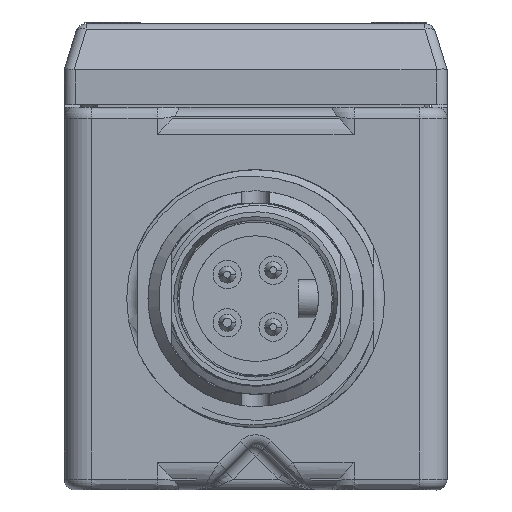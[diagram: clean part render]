
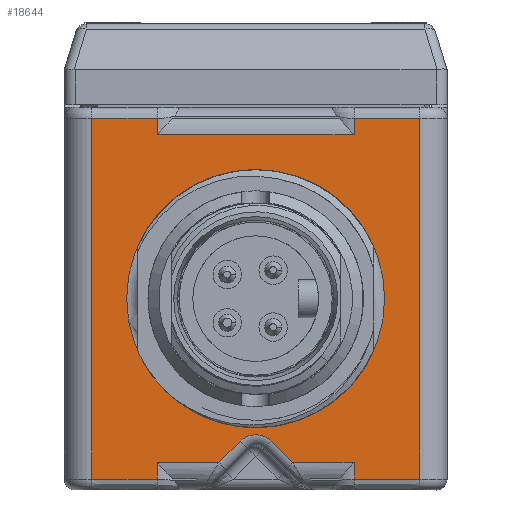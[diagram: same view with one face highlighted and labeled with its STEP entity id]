
A CAD part, front view. The second image highlights one B-rep face of the part: STEP entity #18644.
In plain terms, the highlighted planar face has unit normal (0, -1, 0).
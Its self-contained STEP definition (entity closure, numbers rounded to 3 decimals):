
#1=CARTESIAN_POINT('',(-19.045,-59.44,20.955));
#2=CARTESIAN_POINT('',(-18.521,-59.44,20.955));
#3=CARTESIAN_POINT('',(-17.509,-59.44,20.955));
#4=CARTESIAN_POINT('',(-16.1,-59.44,20.955));
#5=CARTESIAN_POINT('',(-14.789,-59.44,20.955));
#6=CARTESIAN_POINT('',(-13.573,-59.44,20.955));
#7=CARTESIAN_POINT('',(-12.448,-59.44,20.956));
#8=CARTESIAN_POINT('',(-11.759,-59.44,20.953));
#9=CARTESIAN_POINT('',(-11.43,-59.44,20.955));
#11=DIRECTION('',(0.,0.,-1.));
#12=VECTOR('',#11,1.91);
#13=CARTESIAN_POINT('',(-11.43,-59.44,20.955));
#14=LINE('',#13,#12);
#15=DIRECTION('',(0.,0.,-1.));
#16=VECTOR('',#15,1.91);
#17=CARTESIAN_POINT('',(11.43,-59.44,20.955));
#18=LINE('',#17,#16);
#19=CARTESIAN_POINT('',(11.43,-59.44,20.955));
#20=CARTESIAN_POINT('',(11.759,-59.44,20.953));
#21=CARTESIAN_POINT('',(12.448,-59.44,20.956));
#22=CARTESIAN_POINT('',(13.574,-59.44,20.955));
#23=CARTESIAN_POINT('',(14.79,-59.44,20.955));
#24=CARTESIAN_POINT('',(16.1,-59.44,20.955));
#25=CARTESIAN_POINT('',(17.509,-59.44,20.955));
#26=CARTESIAN_POINT('',(18.521,-59.44,20.955));
#27=CARTESIAN_POINT('',(19.045,-59.44,20.955));
#29=CARTESIAN_POINT('',(19.045,-59.44,-20.955));
#30=CARTESIAN_POINT('',(18.521,-59.44,-20.955));
#31=CARTESIAN_POINT('',(17.509,-59.44,-20.955));
#32=CARTESIAN_POINT('',(16.1,-59.44,-20.955));
#33=CARTESIAN_POINT('',(14.79,-59.44,-20.955));
#34=CARTESIAN_POINT('',(13.574,-59.44,-20.955));
#35=CARTESIAN_POINT('',(12.447,-59.44,-20.956));
#36=CARTESIAN_POINT('',(11.759,-59.44,-20.953));
#37=CARTESIAN_POINT('',(11.43,-59.44,-20.955));
#39=DIRECTION('',(0.,0.,-1.));
#40=VECTOR('',#39,1.91);
#41=CARTESIAN_POINT('',(11.43,-59.44,-19.045));
#42=LINE('',#41,#40);
#43=DIRECTION('',(0.,0.,-1.));
#44=VECTOR('',#43,1.91);
#45=CARTESIAN_POINT('',(-11.43,-59.44,-19.045));
#46=LINE('',#45,#44);
#47=CARTESIAN_POINT('',(-11.43,-59.44,-20.955));
#48=CARTESIAN_POINT('',(-11.759,-59.44,-20.953));
#49=CARTESIAN_POINT('',(-12.448,-59.44,-20.956));
#50=CARTESIAN_POINT('',(-13.573,-59.44,-20.955));
#51=CARTESIAN_POINT('',(-14.789,-59.44,-20.955));
#52=CARTESIAN_POINT('',(-16.1,-59.44,-20.955));
#53=CARTESIAN_POINT('',(-17.509,-59.44,-20.955));
#54=CARTESIAN_POINT('',(-18.521,-59.44,-20.955));
#55=CARTESIAN_POINT('',(-19.045,-59.44,-20.955));
#57=DIRECTION('',(0.,0.,1.));
#58=VECTOR('',#57,41.91);
#59=CARTESIAN_POINT('',(-19.045,-59.44,-20.955));
#60=LINE('',#59,#58);
#61=CARTESIAN_POINT('',(0.,-59.44,0.));
#62=DIRECTION('',(0.,-1.,0.));
#63=DIRECTION('',(0.,0.,-1.));
#64=AXIS2_PLACEMENT_3D('',#61,#62,#63);
#66=CARTESIAN_POINT('',(0.,-59.44,0.));
#67=DIRECTION('',(0.,-1.,0.));
#68=DIRECTION('',(0.,0.,1.));
#69=AXIS2_PLACEMENT_3D('',#66,#67,#68);
#5294=DIRECTION('',(1.,0.,0.));
#5295=VECTOR('',#5294,7.142);
#5296=CARTESIAN_POINT('',(-11.43,-59.44,-19.045));
#5297=LINE('',#5296,#5295);
#5333=CARTESIAN_POINT('',(-4.288,-59.44,-19.045));
#5402=CARTESIAN_POINT('',(0.,-59.44,-18.349));
#5403=DIRECTION('',(0.,1.,0.));
#5404=DIRECTION('',(-0.707,0.,0.707));
#5405=AXIS2_PLACEMENT_3D('',#5402,#5403,#5404);
#5407=DIRECTION('',(0.707,0.,0.707));
#5408=VECTOR('',#5407,3.525);
#5409=CARTESIAN_POINT('',(-4.288,-59.44,-19.045));
#5410=LINE('',#5409,#5408);
#5420=DIRECTION('',(-0.707,0.,0.707));
#5421=VECTOR('',#5420,3.525);
#5422=CARTESIAN_POINT('',(4.288,-59.44,-19.045));
#5423=LINE('',#5422,#5421);
#5584=DIRECTION('',(1.,0.,0.));
#5585=VECTOR('',#5584,7.142);
#5586=CARTESIAN_POINT('',(4.288,-59.44,-19.045));
#5587=LINE('',#5586,#5585);
#5693=DIRECTION('',(0.,0.,1.));
#5694=VECTOR('',#5693,41.91);
#5695=CARTESIAN_POINT('',(19.045,-59.44,-20.955));
#5696=LINE('',#5695,#5694);
#5975=DIRECTION('',(-1.,0.,0.));
#5976=VECTOR('',#5975,22.86);
#5977=CARTESIAN_POINT('',(11.43,-59.44,19.045));
#5978=LINE('',#5977,#5976);
#16237=CARTESIAN_POINT('',(0.,-59.44,-14.985));
#16238=CARTESIAN_POINT('',(0.,-59.44,14.985));
#16239=VERTEX_POINT('',#16237);
#16240=VERTEX_POINT('',#16238);
#16301=VERTEX_POINT('',#5333);
#16302=CARTESIAN_POINT('',(-1.796,-59.44,-16.553));
#16303=VERTEX_POINT('',#16302);
#16308=CARTESIAN_POINT('',(1.796,-59.44,-16.553));
#16309=VERTEX_POINT('',#16308);
#16310=CARTESIAN_POINT('',(4.288,-59.44,-19.045));
#16311=VERTEX_POINT('',#16310);
#16426=CARTESIAN_POINT('',(19.045,-59.44,20.955));
#16427=VERTEX_POINT('',#16426);
#16430=VERTEX_POINT('',#1);
#16431=VERTEX_POINT('',#9);
#16433=VERTEX_POINT('',#19);
#16446=CARTESIAN_POINT('',(-19.045,-59.44,-20.955));
#16447=VERTEX_POINT('',#16446);
#16450=VERTEX_POINT('',#29);
#16451=VERTEX_POINT('',#37);
#16453=VERTEX_POINT('',#47);
#16460=CARTESIAN_POINT('',(-11.43,-59.44,19.045));
#16461=VERTEX_POINT('',#16460);
#16540=CARTESIAN_POINT('',(11.43,-59.44,19.045));
#16541=VERTEX_POINT('',#16540);
#16544=CARTESIAN_POINT('',(-11.43,-59.44,-19.045));
#16545=VERTEX_POINT('',#16544);
#16546=CARTESIAN_POINT('',(11.43,-59.44,-19.045));
#16547=VERTEX_POINT('',#16546);
#18599=CARTESIAN_POINT('',(0.,-59.44,0.));
#18600=DIRECTION('',(0.,1.,0.));
#18601=DIRECTION('',(1.,0.,0.));
#18602=AXIS2_PLACEMENT_3D('',#18599,#18600,#18601);
#18603=PLANE('',#18602);
#18605=ORIENTED_EDGE('',*,*,#18604,.T.);
#18607=ORIENTED_EDGE('',*,*,#18606,.T.);
#18609=ORIENTED_EDGE('',*,*,#18608,.F.);
#18611=ORIENTED_EDGE('',*,*,#18610,.F.);
#18613=ORIENTED_EDGE('',*,*,#18612,.T.);
#18615=ORIENTED_EDGE('',*,*,#18614,.F.);
#18617=ORIENTED_EDGE('',*,*,#18616,.T.);
#18619=ORIENTED_EDGE('',*,*,#18618,.F.);
#18621=ORIENTED_EDGE('',*,*,#18620,.F.);
#18623=ORIENTED_EDGE('',*,*,#18622,.T.);
#18625=ORIENTED_EDGE('',*,*,#18624,.F.);
#18627=ORIENTED_EDGE('',*,*,#18626,.F.);
#18629=ORIENTED_EDGE('',*,*,#18628,.F.);
#18631=ORIENTED_EDGE('',*,*,#18630,.T.);
#18633=ORIENTED_EDGE('',*,*,#18632,.T.);
#18635=ORIENTED_EDGE('',*,*,#18634,.T.);
#18636=EDGE_LOOP('',(#18605,#18607,#18609,#18611,#18613,#18615,#18617,#18619,
#18621,#18623,#18625,#18627,#18629,#18631,#18633,#18635));
#18637=FACE_OUTER_BOUND('',#18636,.F.);
#18639=ORIENTED_EDGE('',*,*,#18638,.T.);
#18641=ORIENTED_EDGE('',*,*,#18640,.T.);
#18642=EDGE_LOOP('',(#18639,#18641));
#18643=FACE_BOUND('',#18642,.F.);
#18644=ADVANCED_FACE('',(#18637,#18643),#18603,.F.);
#10=B_SPLINE_CURVE_WITH_KNOTS('',3,(#1,#2,#3,#4,#5,#6,#7,#8,#9),.UNSPECIFIED.,
.F.,.F.,(4,1,1,1,1,1,4),(0.,0.167,0.333,0.5,
0.667,0.833,1.),.UNSPECIFIED.);
#28=B_SPLINE_CURVE_WITH_KNOTS('',3,(#19,#20,#21,#22,#23,#24,#25,#26,#27),
.UNSPECIFIED.,.F.,.F.,(4,1,1,1,1,1,4),(0.,0.167,0.333,
0.5,0.667,0.833,1.),.UNSPECIFIED.);
#38=B_SPLINE_CURVE_WITH_KNOTS('',3,(#29,#30,#31,#32,#33,#34,#35,#36,#37),
.UNSPECIFIED.,.F.,.F.,(4,1,1,1,1,1,4),(0.,0.167,0.333,
0.5,0.667,0.833,1.),.UNSPECIFIED.);
#56=B_SPLINE_CURVE_WITH_KNOTS('',3,(#47,#48,#49,#50,#51,#52,#53,#54,#55),
.UNSPECIFIED.,.F.,.F.,(4,1,1,1,1,1,4),(0.,0.167,0.333,
0.5,0.667,0.833,1.),.UNSPECIFIED.);
#65=CIRCLE('',#64,14.985);
#70=CIRCLE('',#69,14.985);
#5406=CIRCLE('',#5405,2.54);
#18604=EDGE_CURVE('',#16430,#16431,#10,.T.);
#18606=EDGE_CURVE('',#16431,#16461,#14,.T.);
#18608=EDGE_CURVE('',#16541,#16461,#5978,.T.);
#18610=EDGE_CURVE('',#16433,#16541,#18,.T.);
#18612=EDGE_CURVE('',#16433,#16427,#28,.T.);
#18614=EDGE_CURVE('',#16450,#16427,#5696,.T.);
#18616=EDGE_CURVE('',#16450,#16451,#38,.T.);
#18618=EDGE_CURVE('',#16547,#16451,#42,.T.);
#18620=EDGE_CURVE('',#16311,#16547,#5587,.T.);
#18622=EDGE_CURVE('',#16311,#16309,#5423,.T.);
#18624=EDGE_CURVE('',#16303,#16309,#5406,.T.);
#18626=EDGE_CURVE('',#16301,#16303,#5410,.T.);
#18628=EDGE_CURVE('',#16545,#16301,#5297,.T.);
#18630=EDGE_CURVE('',#16545,#16453,#46,.T.);
#18632=EDGE_CURVE('',#16453,#16447,#56,.T.);
#18634=EDGE_CURVE('',#16447,#16430,#60,.T.);
#18638=EDGE_CURVE('',#16239,#16240,#65,.T.);
#18640=EDGE_CURVE('',#16240,#16239,#70,.T.);
